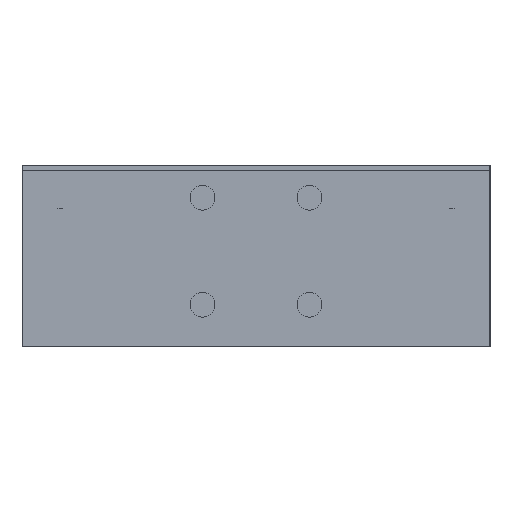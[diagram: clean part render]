
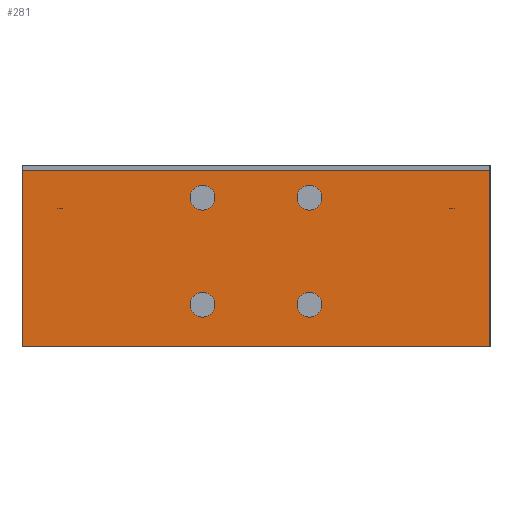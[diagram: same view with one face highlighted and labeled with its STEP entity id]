
A CAD part, left-side view. The second image highlights one B-rep face of the part: STEP entity #281.
In plain terms, the highlighted planar face has unit normal (-1, 0, 0).
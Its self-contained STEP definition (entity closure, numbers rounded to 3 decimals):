
#281 = ADVANCED_FACE( '', ( #691, #692, #693, #694, #695 ), #696, .F. );
#691 = FACE_BOUND( '', #1290, .T. );
#692 = FACE_BOUND( '', #1291, .T. );
#693 = FACE_BOUND( '', #1292, .T. );
#694 = FACE_BOUND( '', #1293, .T. );
#695 = FACE_OUTER_BOUND( '', #1294, .T. );
#696 = PLANE( '', #1295 );
#1290 = EDGE_LOOP( '', ( #2053 ) );
#1291 = EDGE_LOOP( '', ( #2054 ) );
#1292 = EDGE_LOOP( '', ( #2055 ) );
#1293 = EDGE_LOOP( '', ( #2056 ) );
#1294 = EDGE_LOOP( '', ( #2057, #2058, #2059, #2060 ) );
#1295 = AXIS2_PLACEMENT_3D( '', #2061, #2062, #2063 );
#2053 = ORIENTED_EDGE( '', *, *, #2973, .T. );
#2054 = ORIENTED_EDGE( '', *, *, #2974, .T. );
#2055 = ORIENTED_EDGE( '', *, *, #2795, .T. );
#2056 = ORIENTED_EDGE( '', *, *, #2798, .T. );
#2057 = ORIENTED_EDGE( '', *, *, #2934, .F. );
#2058 = ORIENTED_EDGE( '', *, *, #2975, .F. );
#2059 = ORIENTED_EDGE( '', *, *, #2976, .F. );
#2060 = ORIENTED_EDGE( '', *, *, #2977, .F. );
#2061 = CARTESIAN_POINT( '', ( -171., -28., 18. ) );
#2062 = DIRECTION( '', ( 1., 0., 0. ) );
#2063 = DIRECTION( '', ( 0., 1., 0. ) );
#2795 = EDGE_CURVE( '', #3210, #3210, #3211, .T. );
#2798 = EDGE_CURVE( '', #3215, #3215, #3216, .T. );
#2934 = EDGE_CURVE( '', #3444, #3446, #3447, .T. );
#2973 = EDGE_CURVE( '', #3507, #3507, #3508, .T. );
#2974 = EDGE_CURVE( '', #3509, #3509, #3510, .T. );
#2975 = EDGE_CURVE( '', #3511, #3444, #3512, .T. );
#2976 = EDGE_CURVE( '', #3513, #3511, #3514, .T. );
#2977 = EDGE_CURVE( '', #3446, #3513, #3515, .T. );
#3210 = VERTEX_POINT( '', #3818 );
#3211 = CIRCLE( '', #3819, 2.6 );
#3215 = VERTEX_POINT( '', #3823 );
#3216 = CIRCLE( '', #3824, 2.6 );
#3444 = VERTEX_POINT( '', #4097 );
#3446 = VERTEX_POINT( '', #4100 );
#3447 = LINE( '', #4101, #4102 );
#3507 = VERTEX_POINT( '', #4170 );
#3508 = CIRCLE( '', #4171, 2.6 );
#3509 = VERTEX_POINT( '', #4172 );
#3510 = CIRCLE( '', #4173, 2.6 );
#3511 = VERTEX_POINT( '', #4174 );
#3512 = LINE( '', #4175, #4176 );
#3513 = VERTEX_POINT( '', #4177 );
#3514 = LINE( '', #4178, #4179 );
#3515 = LINE( '', #4180, #4181 );
#3818 = CARTESIAN_POINT( '', ( -171., 13.8, 29.2 ) );
#3819 = AXIS2_PLACEMENT_3D( '', #4514, #4515, #4516 );
#3823 = CARTESIAN_POINT( '', ( -171., -8.6, 29.2 ) );
#3824 = AXIS2_PLACEMENT_3D( '', #4520, #4521, #4522 );
#4097 = CARTESIAN_POINT( '', ( -171., -49., -2. ) );
#4100 = CARTESIAN_POINT( '', ( -171., 49., -2. ) );
#4101 = CARTESIAN_POINT( '', ( -171., -49., -2. ) );
#4102 = VECTOR( '', #4737, 1000. );
#4170 = CARTESIAN_POINT( '', ( -171., 13.8, 6.8 ) );
#4171 = AXIS2_PLACEMENT_3D( '', #4797, #4798, #4799 );
#4172 = CARTESIAN_POINT( '', ( -171., -8.6, 6.8 ) );
#4173 = AXIS2_PLACEMENT_3D( '', #4800, #4801, #4802 );
#4174 = CARTESIAN_POINT( '', ( -171., -49., 35. ) );
#4175 = CARTESIAN_POINT( '', ( -171., -49., 35. ) );
#4176 = VECTOR( '', #4803, 1000. );
#4177 = CARTESIAN_POINT( '', ( -171., 49., 35. ) );
#4178 = CARTESIAN_POINT( '', ( -171., 49., 35. ) );
#4179 = VECTOR( '', #4804, 1000. );
#4180 = CARTESIAN_POINT( '', ( -171., 49., -2. ) );
#4181 = VECTOR( '', #4805, 1000. );
#4514 = CARTESIAN_POINT( '', ( -171., 11.2, 29.2 ) );
#4515 = DIRECTION( '', ( 1., 0., 0. ) );
#4516 = DIRECTION( '', ( 0., 1., 0. ) );
#4520 = CARTESIAN_POINT( '', ( -171., -11.2, 29.2 ) );
#4521 = DIRECTION( '', ( 1., 0., 0. ) );
#4522 = DIRECTION( '', ( 0., 1., 0. ) );
#4737 = DIRECTION( '', ( 0., 1., 0. ) );
#4797 = CARTESIAN_POINT( '', ( -171., 11.2, 6.8 ) );
#4798 = DIRECTION( '', ( 1., 0., 0. ) );
#4799 = DIRECTION( '', ( 0., 1., 0. ) );
#4800 = CARTESIAN_POINT( '', ( -171., -11.2, 6.8 ) );
#4801 = DIRECTION( '', ( 1., 0., 0. ) );
#4802 = DIRECTION( '', ( 0., 1., 0. ) );
#4803 = DIRECTION( '', ( 0., 0., -1. ) );
#4804 = DIRECTION( '', ( 0., -1., 0. ) );
#4805 = DIRECTION( '', ( 0., 0., 1. ) );
